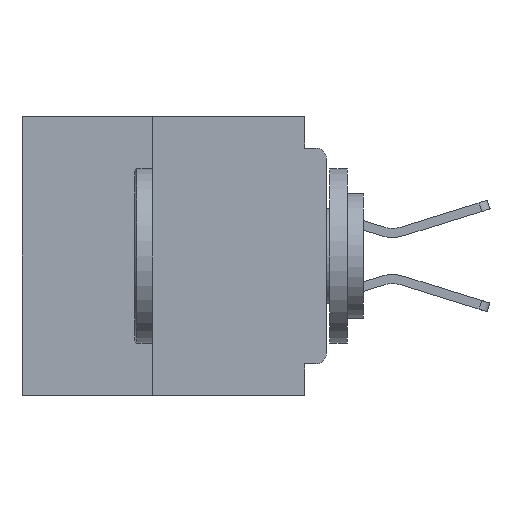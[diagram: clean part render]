
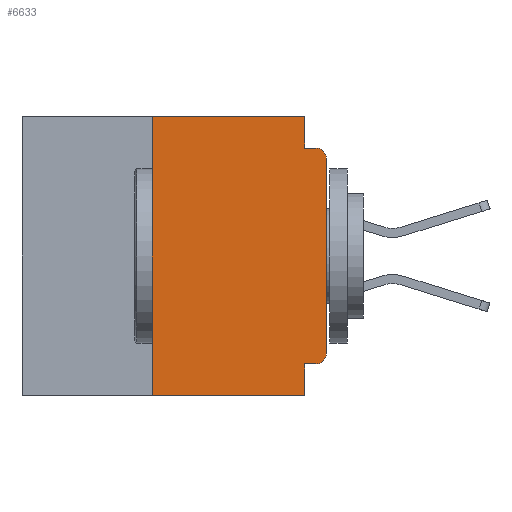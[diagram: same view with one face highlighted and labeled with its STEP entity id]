
A CAD part, left-side view. The second image highlights one B-rep face of the part: STEP entity #6633.
In plain terms, the highlighted planar face has unit normal (-1, 0, 0).
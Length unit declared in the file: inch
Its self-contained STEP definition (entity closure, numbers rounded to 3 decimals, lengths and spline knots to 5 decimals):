
#1243 = VERTEX_POINT ( 'NONE', #24432 ) ;
#1620 = EDGE_CURVE ( 'NONE', #24480, #18974, #49682, .T. ) ;
#1659 = VECTOR ( 'NONE', #7448, 39.37008 ) ;
#1855 = CARTESIAN_POINT ( 'NONE',  ( 0., 0.031, -0.355 ) ) ;
#2639 = CARTESIAN_POINT ( 'NONE',  ( 0., 0.25, -0.4 ) ) ;
#2705 = EDGE_CURVE ( 'NONE', #16669, #40383, #31884, .T. ) ;
#3108 = CARTESIAN_POINT ( 'NONE',  ( 0., 0.031, -0.4 ) ) ;
#4084 = PLANE ( 'NONE',  #47105 ) ;
#4262 = ORIENTED_EDGE ( 'NONE', *, *, #2705, .F. ) ;
#4319 = LINE ( 'NONE', #35375, #24084 ) ;
#6202 = CARTESIAN_POINT ( 'NONE',  ( 0., 0.015, -0.355 ) ) ;
#6526 = ORIENTED_EDGE ( 'NONE', *, *, #35510, .T. ) ;
#6633 = ADVANCED_FACE ( 'NONE', ( #16148 ), #4084, .F. ) ;
#7448 = DIRECTION ( 'NONE',  ( 0., 0., -1. ) ) ;
#7773 = VERTEX_POINT ( 'NONE', #8178 ) ;
#8106 = DIRECTION ( 'NONE',  ( 1., 0., 0. ) ) ;
#8178 = CARTESIAN_POINT ( 'NONE',  ( 0., 0., -0.34 ) ) ;
#8774 = VECTOR ( 'NONE', #18847, 39.37008 ) ;
#10787 = ORIENTED_EDGE ( 'NONE', *, *, #13096, .T. ) ;
#11456 = CARTESIAN_POINT ( 'NONE',  ( 0., 0.031, 0. ) ) ;
#11714 = LINE ( 'NONE', #41992, #19688 ) ;
#13096 = EDGE_CURVE ( 'NONE', #16669, #49283, #43417, .T. ) ;
#13453 = VERTEX_POINT ( 'NONE', #37379 ) ;
#14130 = CARTESIAN_POINT ( 'NONE',  ( 0., 0.015, -0.06 ) ) ;
#14709 = ORIENTED_EDGE ( 'NONE', *, *, #38178, .F. ) ;
#15513 = EDGE_CURVE ( 'NONE', #13453, #31743, #50262, .T. ) ;
#16148 = FACE_OUTER_BOUND ( 'NONE', #34405, .T. ) ;
#16669 = VERTEX_POINT ( 'NONE', #2639 ) ;
#17202 = VECTOR ( 'NONE', #28962, 39.37008 ) ;
#18095 = DIRECTION ( 'NONE',  ( 0., 0., -1. ) ) ;
#18847 = DIRECTION ( 'NONE',  ( 0., 0., -1. ) ) ;
#18974 = VERTEX_POINT ( 'NONE', #1855 ) ;
#19360 = ORIENTED_EDGE ( 'NONE', *, *, #1620, .F. ) ;
#19688 = VECTOR ( 'NONE', #42158, 39.37008 ) ;
#19743 = DIRECTION ( 'NONE',  ( 0., -1., 0. ) ) ;
#19825 = CIRCLE ( 'NONE', #35686, 0.015 ) ;
#20142 = VECTOR ( 'NONE', #48363, 39.37008 ) ;
#20377 = CARTESIAN_POINT ( 'NONE',  ( 0., 0.25, 0. ) ) ;
#20957 = CARTESIAN_POINT ( 'NONE',  ( 0., 0.015, -0.34 ) ) ;
#21209 = ORIENTED_EDGE ( 'NONE', *, *, #15513, .F. ) ;
#21550 = EDGE_CURVE ( 'NONE', #24480, #7773, #19825, .T. ) ;
#22692 = CARTESIAN_POINT ( 'NONE',  ( 0., 0., 0. ) ) ;
#24084 = VECTOR ( 'NONE', #19743, 39.37008 ) ;
#24432 = CARTESIAN_POINT ( 'NONE',  ( 0., 0., -0.06 ) ) ;
#24480 = VERTEX_POINT ( 'NONE', #6202 ) ;
#25651 = DIRECTION ( 'NONE',  ( 0., 0., -1. ) ) ;
#27753 = ORIENTED_EDGE ( 'NONE', *, *, #21550, .T. ) ;
#28962 = DIRECTION ( 'NONE',  ( 0., 1., 0. ) ) ;
#29154 = CARTESIAN_POINT ( 'NONE',  ( 0., 0., -0.355 ) ) ;
#30090 = ORIENTED_EDGE ( 'NONE', *, *, #34918, .F. ) ;
#31530 = LINE ( 'NONE', #22692, #32713 ) ;
#31596 = CARTESIAN_POINT ( 'NONE',  ( 0., 0.031, -0.4 ) ) ;
#31743 = VERTEX_POINT ( 'NONE', #40430 ) ;
#31884 = LINE ( 'NONE', #48587, #20142 ) ;
#32713 = VECTOR ( 'NONE', #50097, 39.37008 ) ;
#33079 = VECTOR ( 'NONE', #50250, 39.37008 ) ;
#33598 = EDGE_CURVE ( 'NONE', #1243, #45516, #40758, .T. ) ;
#34282 = AXIS2_PLACEMENT_3D ( 'NONE', #14130, #41549, #18095 ) ;
#34310 = CARTESIAN_POINT ( 'NONE',  ( 0., 0.015, -0.045 ) ) ;
#34327 = ORIENTED_EDGE ( 'NONE', *, *, #35682, .F. ) ;
#34405 = EDGE_LOOP ( 'NONE', ( #6526, #49442, #34327, #21209, #14709, #4262, #10787, #30090, #19360, #27753 ) ) ;
#34918 = EDGE_CURVE ( 'NONE', #18974, #49283, #41306, .T. ) ;
#35375 = CARTESIAN_POINT ( 'NONE',  ( 0., 0., -0.045 ) ) ;
#35510 = EDGE_CURVE ( 'NONE', #7773, #1243, #31530, .T. ) ;
#35590 = DIRECTION ( 'NONE',  ( 0., 0., -1. ) ) ;
#35682 = EDGE_CURVE ( 'NONE', #31743, #45516, #4319, .T. ) ;
#35686 = AXIS2_PLACEMENT_3D ( 'NONE', #20957, #48359, #25651 ) ;
#37379 = CARTESIAN_POINT ( 'NONE',  ( 0., 0.031, 0. ) ) ;
#38178 = EDGE_CURVE ( 'NONE', #40383, #13453, #11714, .T. ) ;
#40383 = VERTEX_POINT ( 'NONE', #20377 ) ;
#40430 = CARTESIAN_POINT ( 'NONE',  ( 0., 0.031, -0.045 ) ) ;
#40758 = CIRCLE ( 'NONE', #34282, 0.015 ) ;
#41306 = LINE ( 'NONE', #3108, #8774 ) ;
#41549 = DIRECTION ( 'NONE',  ( -1., 0., 0. ) ) ;
#41992 = CARTESIAN_POINT ( 'NONE',  ( 0., 0.437, 0. ) ) ;
#42158 = DIRECTION ( 'NONE',  ( 0., -1., 0. ) ) ;
#42348 = CARTESIAN_POINT ( 'NONE',  ( 0., 0.437, -0.4 ) ) ;
#43238 = CARTESIAN_POINT ( 'NONE',  ( 0., 0.437, 0. ) ) ;
#43417 = LINE ( 'NONE', #42348, #33079 ) ;
#45516 = VERTEX_POINT ( 'NONE', #34310 ) ;
#47105 = AXIS2_PLACEMENT_3D ( 'NONE', #43238, #8106, #35590 ) ;
#48359 = DIRECTION ( 'NONE',  ( -1., 0., 0. ) ) ;
#48363 = DIRECTION ( 'NONE',  ( 0., 0., 1. ) ) ;
#48587 = CARTESIAN_POINT ( 'NONE',  ( 0., 0.25, -0.4 ) ) ;
#49283 = VERTEX_POINT ( 'NONE', #31596 ) ;
#49442 = ORIENTED_EDGE ( 'NONE', *, *, #33598, .T. ) ;
#49682 = LINE ( 'NONE', #29154, #17202 ) ;
#50097 = DIRECTION ( 'NONE',  ( 0., 0., 1. ) ) ;
#50250 = DIRECTION ( 'NONE',  ( 0., -1., 0. ) ) ;
#50262 = LINE ( 'NONE', #11456, #1659 ) ;
